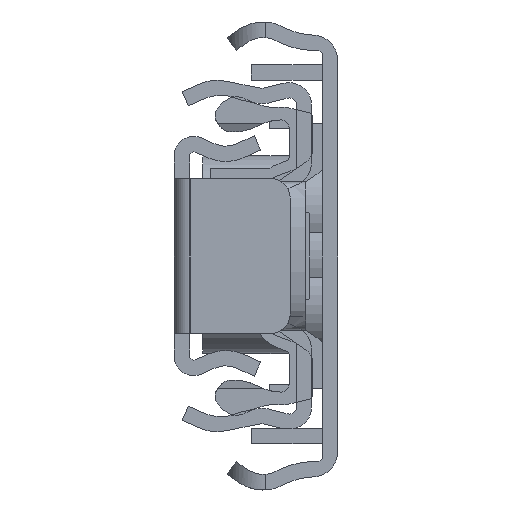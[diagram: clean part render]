
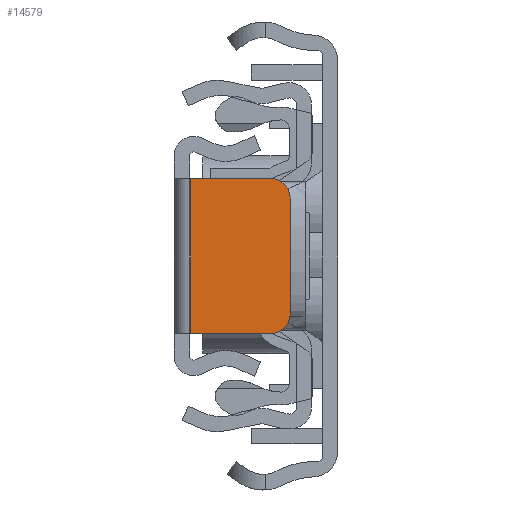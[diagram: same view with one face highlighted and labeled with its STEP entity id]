
A CAD part, front view. The second image highlights one B-rep face of the part: STEP entity #14579.
In plain terms, the highlighted planar face has unit normal (0, -1, 0).
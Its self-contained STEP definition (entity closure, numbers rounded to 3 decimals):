
#13031=DIRECTION('',(0.,0.,-1.));
#13032=VECTOR('',#13031,12.);
#13033=CARTESIAN_POINT('',(-2.051,-1.2,6.));
#13034=LINE('',#13033,#13032);
#13035=DIRECTION('',(-1.,0.,0.));
#13036=VECTOR('',#13035,6.2);
#13037=CARTESIAN_POINT('',(4.149,-1.2,6.));
#13038=LINE('',#13037,#13036);
#13039=CARTESIAN_POINT('',(4.149,-1.2,4.5));
#13040=DIRECTION('',(0.,-1.,0.));
#13041=DIRECTION('',(1.,0.,0.));
#13042=AXIS2_PLACEMENT_3D('',#13039,#13040,#13041);
#13044=DIRECTION('',(0.,0.,1.));
#13045=VECTOR('',#13044,9.);
#13046=CARTESIAN_POINT('',(5.649,-1.2,-4.5));
#13047=LINE('',#13046,#13045);
#13048=CARTESIAN_POINT('',(4.149,-1.2,-4.5));
#13049=DIRECTION('',(0.,-1.,0.));
#13050=DIRECTION('',(0.,0.,-1.));
#13051=AXIS2_PLACEMENT_3D('',#13048,#13049,#13050);
#13053=DIRECTION('',(1.,0.,0.));
#13054=VECTOR('',#13053,6.2);
#13055=CARTESIAN_POINT('',(-2.051,-1.2,-6.));
#13056=LINE('',#13055,#13054);
#13330=CARTESIAN_POINT('',(4.149,-1.2,-6.));
#13331=CARTESIAN_POINT('',(5.649,-1.2,-4.5));
#13332=VERTEX_POINT('',#13330);
#13333=VERTEX_POINT('',#13331);
#13334=CARTESIAN_POINT('',(5.649,-1.2,4.5));
#13335=VERTEX_POINT('',#13334);
#13336=CARTESIAN_POINT('',(4.149,-1.2,6.));
#13337=VERTEX_POINT('',#13336);
#13342=CARTESIAN_POINT('',(-2.051,-1.2,-6.));
#13344=VERTEX_POINT('',#13342);
#13350=CARTESIAN_POINT('',(-2.051,-1.2,6.));
#13351=VERTEX_POINT('',#13350);
#14563=CARTESIAN_POINT('',(0.,-1.2,0.));
#14564=DIRECTION('',(0.,-1.,0.));
#14565=DIRECTION('',(0.,0.,1.));
#14566=AXIS2_PLACEMENT_3D('',#14563,#14564,#14565);
#14567=PLANE('',#14566);
#14568=ORIENTED_EDGE('',*,*,#13447,.F.);
#14570=ORIENTED_EDGE('',*,*,#14569,.F.);
#14572=ORIENTED_EDGE('',*,*,#14571,.F.);
#14574=ORIENTED_EDGE('',*,*,#14573,.F.);
#14575=ORIENTED_EDGE('',*,*,#14556,.F.);
#14576=ORIENTED_EDGE('',*,*,#13423,.F.);
#14577=EDGE_LOOP('',(#14568,#14570,#14572,#14574,#14575,#14576));
#14578=FACE_OUTER_BOUND('',#14577,.F.);
#14579=ADVANCED_FACE('',(#14578),#14567,.T.);
#13043=CIRCLE('',#13042,1.5);
#13052=CIRCLE('',#13051,1.5);
#13423=EDGE_CURVE('',#13344,#13332,#13056,.T.);
#13447=EDGE_CURVE('',#13351,#13344,#13034,.T.);
#14556=EDGE_CURVE('',#13332,#13333,#13052,.T.);
#14569=EDGE_CURVE('',#13337,#13351,#13038,.T.);
#14571=EDGE_CURVE('',#13335,#13337,#13043,.T.);
#14573=EDGE_CURVE('',#13333,#13335,#13047,.T.);
